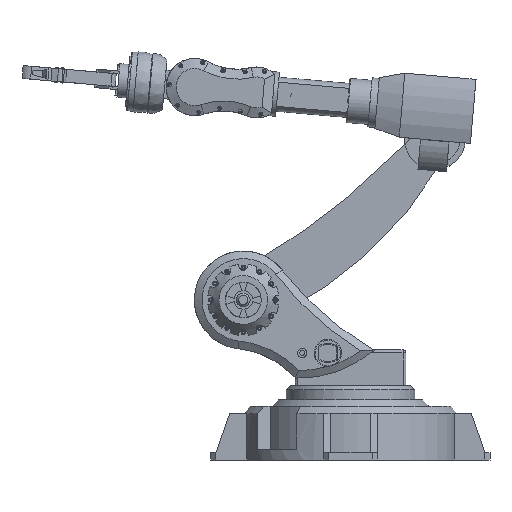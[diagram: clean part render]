
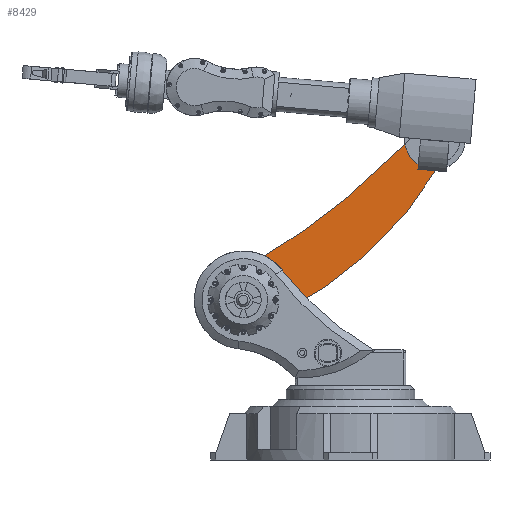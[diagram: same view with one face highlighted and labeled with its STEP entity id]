
A CAD part, front view. The second image highlights one B-rep face of the part: STEP entity #8429.
In plain terms, the highlighted free-form (B-spline) face has degree [1, 1] with [2, 2] control points.
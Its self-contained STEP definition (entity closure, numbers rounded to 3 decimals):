
#7675 = VERTEX_POINT('',#7676);
#7676 = CARTESIAN_POINT('',(-131.733,38.043,
    222.212));
#7681 = EDGE_CURVE('',#7675,#7675,#7682,.T.);
#7682 = ( BOUNDED_CURVE() B_SPLINE_CURVE(2,(#7683,#7684,#7685,#7686,
#7687,#7688,#7689),.UNSPECIFIED.,.T.,.F.) B_SPLINE_CURVE_WITH_KNOTS((3,2
    ,2,3),(3.142,5.236,7.33,9.425),
.PIECEWISE_BEZIER_KNOTS.) CURVE() GEOMETRIC_REPRESENTATION_ITEM() 
RATIONAL_B_SPLINE_CURVE((1.,0.5,1.,0.5,1.,0.5,1.)) REPRESENTATION_ITEM(
  '') );
#7683 = CARTESIAN_POINT('',(-131.733,38.043,
    222.212));
#7684 = CARTESIAN_POINT('',(-115.85,38.043,
    203.283));
#7685 = CARTESIAN_POINT('',(-140.184,38.043,
    198.992));
#7686 = CARTESIAN_POINT('',(-164.519,38.043,
    194.701));
#7687 = CARTESIAN_POINT('',(-156.067,38.043,
    217.921));
#7688 = CARTESIAN_POINT('',(-147.616,38.043,
    241.14));
#7689 = CARTESIAN_POINT('',(-131.733,38.043,
    222.212));
#7736 = VERTEX_POINT('',#7737);
#7737 = CARTESIAN_POINT('',(123.266,38.043,
    436.181));
#7742 = EDGE_CURVE('',#7736,#7736,#7743,.T.);
#7743 = ( BOUNDED_CURVE() B_SPLINE_CURVE(2,(#7744,#7745,#7746,#7747,
#7748,#7749,#7750),.UNSPECIFIED.,.T.,.F.) B_SPLINE_CURVE_WITH_KNOTS((3,2
    ,2,3),(3.142,5.236,7.33,9.425),
.PIECEWISE_BEZIER_KNOTS.) CURVE() GEOMETRIC_REPRESENTATION_ITEM() 
RATIONAL_B_SPLINE_CURVE((1.,0.5,1.,0.5,1.,0.5,1.)) REPRESENTATION_ITEM(
  '') );
#7744 = CARTESIAN_POINT('',(123.266,38.043,
    436.181));
#7745 = CARTESIAN_POINT('',(139.149,38.043,
    417.252));
#7746 = CARTESIAN_POINT('',(114.814,38.043,
    412.961));
#7747 = CARTESIAN_POINT('',(90.48,38.043,
    408.671));
#7748 = CARTESIAN_POINT('',(98.931,38.043,
    431.89));
#7749 = CARTESIAN_POINT('',(107.382,38.043,
    455.11));
#7750 = CARTESIAN_POINT('',(123.266,38.043,
    436.181));
#8429 = ADVANCED_FACE('',(#8430,#8474,#8477),#8480,.T.);
#8430 = FACE_BOUND('',#8431,.T.);
#8431 = EDGE_LOOP('',(#8432,#8442,#8450,#8458,#8466));
#8432 = ORIENTED_EDGE('',*,*,#8433,.F.);
#8433 = EDGE_CURVE('',#8434,#8436,#8438,.T.);
#8434 = VERTEX_POINT('',#8435);
#8435 = CARTESIAN_POINT('',(119.629,38.043,
    394.531));
#8436 = VERTEX_POINT('',#8437);
#8437 = CARTESIAN_POINT('',(-90.279,38.043,
    197.335));
#8438 = ( BOUNDED_CURVE() B_SPLINE_CURVE(2,(#8439,#8440,#8441),
.UNSPECIFIED.,.F.,.F.) B_SPLINE_CURVE_WITH_KNOTS((3,3),(
0.032,0.612),.PIECEWISE_BEZIER_KNOTS.) CURVE() 
GEOMETRIC_REPRESENTATION_ITEM() RATIONAL_B_SPLINE_CURVE((1.,
0.958,1.)) REPRESENTATION_ITEM('') );
#8439 = CARTESIAN_POINT('',(119.629,38.043,
    394.531));
#8440 = CARTESIAN_POINT('',(44.067,38.043,
    264.646));
#8441 = CARTESIAN_POINT('',(-90.279,38.043,
    197.335));
#8442 = ORIENTED_EDGE('',*,*,#8443,.T.);
#8443 = EDGE_CURVE('',#8434,#8444,#8446,.T.);
#8444 = VERTEX_POINT('',#8445);
#8445 = CARTESIAN_POINT('',(137.837,38.043,
    448.408));
#8446 = ( BOUNDED_CURVE() B_SPLINE_CURVE(2,(#8447,#8448,#8449),
.UNSPECIFIED.,.F.,.F.) B_SPLINE_CURVE_WITH_KNOTS((3,3),(1.094,
3.142),.PIECEWISE_BEZIER_KNOTS.) CURVE() 
GEOMETRIC_REPRESENTATION_ITEM() RATIONAL_B_SPLINE_CURVE((1.,
0.52,1.)) REPRESENTATION_ITEM('') );
#8447 = CARTESIAN_POINT('',(119.629,38.043,
    394.531));
#8448 = CARTESIAN_POINT('',(172.992,38.043,
    406.511));
#8449 = CARTESIAN_POINT('',(137.837,38.043,
    448.408));
#8450 = ORIENTED_EDGE('',*,*,#8451,.T.);
#8451 = EDGE_CURVE('',#8444,#8452,#8454,.T.);
#8452 = VERTEX_POINT('',#8453);
#8453 = CARTESIAN_POINT('',(79.064,38.043,
    426.029));
#8454 = ( BOUNDED_CURVE() B_SPLINE_CURVE(2,(#8455,#8456,#8457),
.UNSPECIFIED.,.F.,.F.) B_SPLINE_CURVE_WITH_KNOTS((3,3),(3.142,
5.615),.PIECEWISE_BEZIER_KNOTS.) CURVE() 
GEOMETRIC_REPRESENTATION_ITEM() RATIONAL_B_SPLINE_CURVE((1.,
0.328,1.)) REPRESENTATION_ITEM('') );
#8455 = CARTESIAN_POINT('',(137.837,38.043,
    448.408));
#8456 = CARTESIAN_POINT('',(76.239,38.043,
    521.818));
#8457 = CARTESIAN_POINT('',(79.064,38.043,
    426.029));
#8458 = ORIENTED_EDGE('',*,*,#8459,.T.);
#8459 = EDGE_CURVE('',#8452,#8460,#8462,.T.);
#8460 = VERTEX_POINT('',#8461);
#8461 = CARTESIAN_POINT('',(-125.256,38.043,
    264.885));
#8462 = ( BOUNDED_CURVE() B_SPLINE_CURVE(2,(#8463,#8464,#8465),
.UNSPECIFIED.,.F.,.F.) B_SPLINE_CURVE_WITH_KNOTS((3,3),(
0.027,0.3),.PIECEWISE_BEZIER_KNOTS.) CURVE() 
GEOMETRIC_REPRESENTATION_ITEM() RATIONAL_B_SPLINE_CURVE((1.,
0.991,1.)) REPRESENTATION_ITEM('') );
#8463 = CARTESIAN_POINT('',(79.064,38.043,
    426.029));
#8464 = CARTESIAN_POINT('',(-12.048,38.043,
    331.449));
#8465 = CARTESIAN_POINT('',(-125.256,38.043,
    264.885));
#8466 = ORIENTED_EDGE('',*,*,#8467,.T.);
#8467 = EDGE_CURVE('',#8460,#8436,#8468,.T.);
#8468 = ( BOUNDED_CURVE() B_SPLINE_CURVE(2,(#8469,#8470,#8471,#8472,
#8473),.UNSPECIFIED.,.F.,.F.) B_SPLINE_CURVE_WITH_KNOTS((3,2,3),(
    3.69,6.063,8.435),
.PIECEWISE_BEZIER_KNOTS.) CURVE() GEOMETRIC_REPRESENTATION_ITEM() 
RATIONAL_B_SPLINE_CURVE((1.,0.375,1.,0.375,1.)) 
REPRESENTATION_ITEM('') );
#8469 = CARTESIAN_POINT('',(-125.256,38.043,
    264.885));
#8470 = CARTESIAN_POINT('',(-253.361,38.043,
    307.894));
#8471 = CARTESIAN_POINT('',(-191.224,38.043,
    187.895));
#8472 = CARTESIAN_POINT('',(-129.088,38.043,
    67.897));
#8473 = CARTESIAN_POINT('',(-90.279,38.043,
    197.335));
#8474 = FACE_BOUND('',#8475,.T.);
#8475 = EDGE_LOOP('',(#8476));
#8476 = ORIENTED_EDGE('',*,*,#7681,.T.);
#8477 = FACE_BOUND('',#8478,.T.);
#8478 = EDGE_LOOP('',(#8479));
#8479 = ORIENTED_EDGE('',*,*,#7742,.T.);
#8480 = B_SPLINE_SURFACE_WITH_KNOTS('',1,1,(
    (#8481,#8482)
    ,(#8483,#8484
    )),.UNSPECIFIED.,.F.,.F.,.F.,(2,2),(2,2),(-385.,57.5),(-57.5,
    62.456),.PIECEWISE_BEZIER_KNOTS.);
#8481 = CARTESIAN_POINT('',(102.685,38.043,
    490.3));
#8482 = CARTESIAN_POINT('',(176.019,38.043,
    402.904));
#8483 = CARTESIAN_POINT('',(-219.706,38.043,
    219.782));
#8484 = CARTESIAN_POINT('',(-146.372,38.043,
    132.386));
